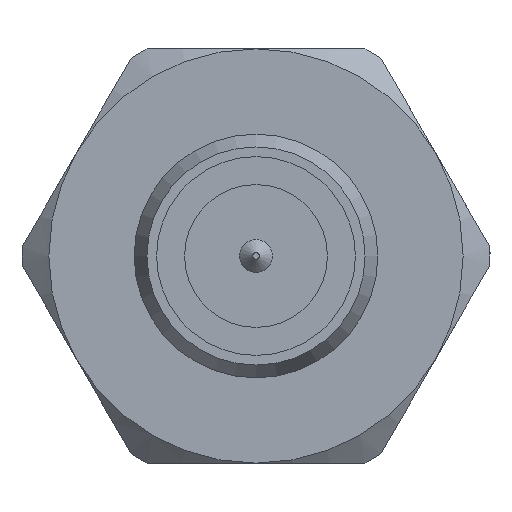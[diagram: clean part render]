
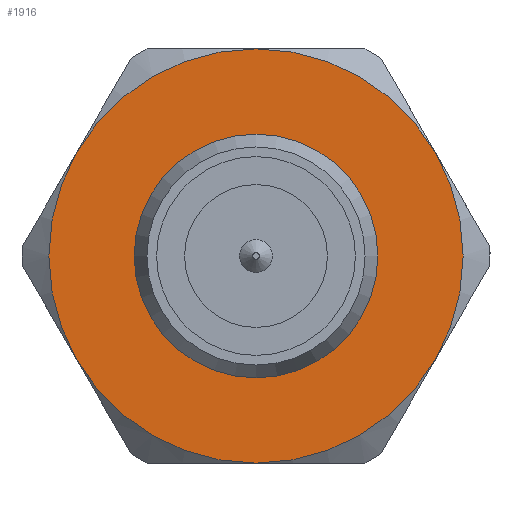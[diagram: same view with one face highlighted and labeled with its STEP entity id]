
A CAD part, left-side view. The second image highlights one B-rep face of the part: STEP entity #1916.
In plain terms, the highlighted planar face has unit normal (-1, 0, 0).
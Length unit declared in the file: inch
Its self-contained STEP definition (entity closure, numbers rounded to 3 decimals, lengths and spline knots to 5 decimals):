
#46 = CARTESIAN_POINT ( 'NONE',  ( 0.27205, -0.10825, -0.0625 ) ) ;
#80 = AXIS2_PLACEMENT_3D ( 'NONE', #142, #1394, #3103 ) ;
#128 = AXIS2_PLACEMENT_3D ( 'NONE', #2025, #825, #561 ) ;
#142 = CARTESIAN_POINT ( 'NONE',  ( 0.27205, 0., 0. ) ) ;
#158 = ORIENTED_EDGE ( 'NONE', *, *, #3138, .T. ) ;
#160 = DIRECTION ( 'NONE',  ( -1., 0., 0. ) ) ;
#209 = EDGE_CURVE ( 'NONE', #1745, #1609, #780, .T. ) ;
#372 = DIRECTION ( 'NONE',  ( -1., 0., 0. ) ) ;
#512 = ORIENTED_EDGE ( 'NONE', *, *, #820, .T. ) ;
#545 = FACE_OUTER_BOUND ( 'NONE', #1711, .T. ) ;
#561 = DIRECTION ( 'NONE',  ( 0., 0., -1. ) ) ;
#633 = AXIS2_PLACEMENT_3D ( 'NONE', #1131, #855, #1610 ) ;
#641 = DIRECTION ( 'NONE',  ( 0., 0., 1. ) ) ;
#643 = DIRECTION ( 'NONE',  ( 0., 0., 1. ) ) ;
#695 = ORIENTED_EDGE ( 'NONE', *, *, #209, .T. ) ;
#771 = EDGE_CURVE ( 'NONE', #1609, #2935, #1080, .T. ) ;
#775 = DIRECTION ( 'NONE',  ( -1., 0., 0. ) ) ;
#780 = CIRCLE ( 'NONE', #2175, 0.125 ) ;
#814 = EDGE_CURVE ( 'NONE', #1655, #1655, #1918, .T. ) ;
#820 = EDGE_CURVE ( 'NONE', #1015, #2352, #2111, .T. ) ;
#825 = DIRECTION ( 'NONE',  ( 1., 0., 0. ) ) ;
#828 = AXIS2_PLACEMENT_3D ( 'NONE', #1371, #888, #641 ) ;
#855 = DIRECTION ( 'NONE',  ( -1., 0., 0. ) ) ;
#888 = DIRECTION ( 'NONE',  ( -1., 0., 0. ) ) ;
#1015 = VERTEX_POINT ( 'NONE', #1219 ) ;
#1080 = CIRCLE ( 'NONE', #80, 0.125 ) ;
#1102 = DIRECTION ( 'NONE',  ( 0., 0., -1. ) ) ;
#1105 = CIRCLE ( 'NONE', #633, 0.125 ) ;
#1127 = CARTESIAN_POINT ( 'NONE',  ( 0.27205, 0., 0. ) ) ;
#1131 = CARTESIAN_POINT ( 'NONE',  ( 0.27205, 0., 0. ) ) ;
#1149 = CARTESIAN_POINT ( 'NONE',  ( 0.27205, 0., -0.07352 ) ) ;
#1219 = CARTESIAN_POINT ( 'NONE',  ( 0.27205, 0.10825, -0.0625 ) ) ;
#1232 = CARTESIAN_POINT ( 'NONE',  ( 0.27205, 0., 0. ) ) ;
#1371 = CARTESIAN_POINT ( 'NONE',  ( 0.27205, 0., 0. ) ) ;
#1394 = DIRECTION ( 'NONE',  ( -1., 0., 0. ) ) ;
#1409 = EDGE_CURVE ( 'NONE', #1698, #1015, #3055, .T. ) ;
#1413 = AXIS2_PLACEMENT_3D ( 'NONE', #2329, #372, #1102 ) ;
#1471 = CARTESIAN_POINT ( 'NONE',  ( 0.27205, 0., -0.125 ) ) ;
#1572 = DIRECTION ( 'NONE',  ( -1., 0., 0. ) ) ;
#1609 = VERTEX_POINT ( 'NONE', #2671 ) ;
#1610 = DIRECTION ( 'NONE',  ( 0., 0., 1. ) ) ;
#1654 = ORIENTED_EDGE ( 'NONE', *, *, #2228, .T. ) ;
#1655 = VERTEX_POINT ( 'NONE', #1149 ) ;
#1697 = AXIS2_PLACEMENT_3D ( 'NONE', #1127, #160, #643 ) ;
#1698 = VERTEX_POINT ( 'NONE', #2648 ) ;
#1709 = ORIENTED_EDGE ( 'NONE', *, *, #1409, .T. ) ;
#1711 = EDGE_LOOP ( 'NONE', ( #512, #158, #695, #1842, #1654, #1709 ) ) ;
#1745 = VERTEX_POINT ( 'NONE', #46 ) ;
#1786 = CARTESIAN_POINT ( 'NONE',  ( 0.27205, 0., 0. ) ) ;
#1842 = ORIENTED_EDGE ( 'NONE', *, *, #771, .T. ) ;
#1907 = AXIS2_PLACEMENT_3D ( 'NONE', #1232, #775, #2735 ) ;
#1916 = ADVANCED_FACE ( 'NONE', ( #2926, #545 ), #3035, .F. ) ;
#1918 = CIRCLE ( 'NONE', #1413, 0.07352 ) ;
#1960 = CIRCLE ( 'NONE', #828, 0.125 ) ;
#2025 = CARTESIAN_POINT ( 'NONE',  ( 0.27205, 0.14125, 0. ) ) ;
#2037 = DIRECTION ( 'NONE',  ( 0., 0., 1. ) ) ;
#2111 = CIRCLE ( 'NONE', #1697, 0.125 ) ;
#2166 = CARTESIAN_POINT ( 'NONE',  ( 0.27205, 0., 0.125 ) ) ;
#2175 = AXIS2_PLACEMENT_3D ( 'NONE', #1786, #1572, #2037 ) ;
#2228 = EDGE_CURVE ( 'NONE', #2935, #1698, #1960, .T. ) ;
#2329 = CARTESIAN_POINT ( 'NONE',  ( 0.27205, 0., 0. ) ) ;
#2352 = VERTEX_POINT ( 'NONE', #1471 ) ;
#2521 = EDGE_LOOP ( 'NONE', ( #2615 ) ) ;
#2615 = ORIENTED_EDGE ( 'NONE', *, *, #814, .F. ) ;
#2648 = CARTESIAN_POINT ( 'NONE',  ( 0.27205, 0.10825, 0.0625 ) ) ;
#2671 = CARTESIAN_POINT ( 'NONE',  ( 0.27205, -0.10825, 0.0625 ) ) ;
#2735 = DIRECTION ( 'NONE',  ( 0., 0., 1. ) ) ;
#2926 = FACE_BOUND ( 'NONE', #2521, .T. ) ;
#2935 = VERTEX_POINT ( 'NONE', #2166 ) ;
#3035 = PLANE ( 'NONE',  #128 ) ;
#3055 = CIRCLE ( 'NONE', #1907, 0.125 ) ;
#3103 = DIRECTION ( 'NONE',  ( 0., 0., 1. ) ) ;
#3138 = EDGE_CURVE ( 'NONE', #2352, #1745, #1105, .T. ) ;
